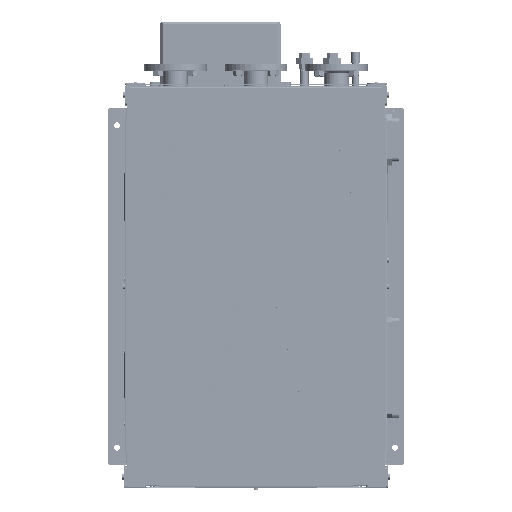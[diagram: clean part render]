
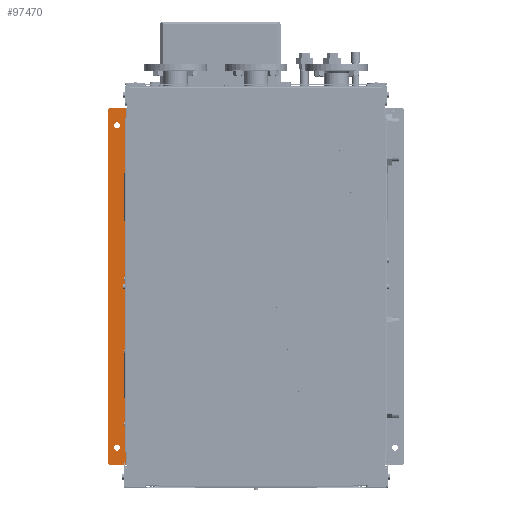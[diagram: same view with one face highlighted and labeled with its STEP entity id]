
A CAD part, top view. The second image highlights one B-rep face of the part: STEP entity #97470.
In plain terms, the highlighted planar face has unit normal (0, 0, 1).
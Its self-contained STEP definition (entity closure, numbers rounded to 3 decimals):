
#2159=FACE_BOUND('',#18934,.T.);
#2160=FACE_BOUND('',#18935,.T.);
#6060=CIRCLE('',#106496,10.);
#6061=CIRCLE('',#106498,10.);
#6062=CIRCLE('',#106499,7.5);
#6063=CIRCLE('',#106500,7.5);
#12932=FACE_OUTER_BOUND('',#18933,.T.);
#18933=EDGE_LOOP('',(#79025,#79026,#79027,#79028,#79029,#79030));
#18934=EDGE_LOOP('',(#79031));
#18935=EDGE_LOOP('',(#79032));
#26655=LINE('',#165812,#34582);
#26663=LINE('',#165838,#34590);
#26760=LINE('',#166161,#34687);
#26761=LINE('',#166167,#34688);
#34582=VECTOR('',#129807,10.);
#34590=VECTOR('',#129831,10.);
#34687=VECTOR('',#130178,1.82);
#34688=VECTOR('',#130187,1.82);
#43473=VERTEX_POINT('',#165810);
#43474=VERTEX_POINT('',#165811);
#43483=VERTEX_POINT('',#165834);
#43484=VERTEX_POINT('',#165836);
#43585=VERTEX_POINT('',#166159);
#43586=VERTEX_POINT('',#166165);
#43587=VERTEX_POINT('',#166168);
#43588=VERTEX_POINT('',#166170);
#55663=EDGE_CURVE('',#43473,#43474,#26655,.T.);
#55677=EDGE_CURVE('',#43483,#43484,#26663,.T.);
#55840=EDGE_CURVE('',#43585,#43473,#26760,.T.);
#55841=EDGE_CURVE('',#43585,#43484,#6060,.T.);
#55842=EDGE_CURVE('',#43483,#43586,#6061,.T.);
#55843=EDGE_CURVE('',#43586,#43474,#26761,.T.);
#55844=EDGE_CURVE('',#43587,#43587,#6062,.T.);
#55845=EDGE_CURVE('',#43588,#43588,#6063,.T.);
#79025=ORIENTED_EDGE('',*,*,#55842,.F.);
#79026=ORIENTED_EDGE('',*,*,#55677,.T.);
#79027=ORIENTED_EDGE('',*,*,#55841,.F.);
#79028=ORIENTED_EDGE('',*,*,#55840,.T.);
#79029=ORIENTED_EDGE('',*,*,#55663,.T.);
#79030=ORIENTED_EDGE('',*,*,#55843,.F.);
#79031=ORIENTED_EDGE('',*,*,#55844,.T.);
#79032=ORIENTED_EDGE('',*,*,#55845,.T.);
#87514=PLANE('',#106497);
#97470=ADVANCED_FACE('',(#12932,#2159,#2160),#87514,.T.);
#106496=AXIS2_PLACEMENT_3D('',#166163,#130181,#130182);
#106497=AXIS2_PLACEMENT_3D('',#166164,#130183,#130184);
#106498=AXIS2_PLACEMENT_3D('',#166166,#130185,#130186);
#106499=AXIS2_PLACEMENT_3D('',#166169,#130188,#130189);
#106500=AXIS2_PLACEMENT_3D('',#166171,#130190,#130191);
#129807=DIRECTION('',(0.,1.,0.));
#129831=DIRECTION('',(0.,-1.,0.));
#130178=DIRECTION('',(1.,0.,0.));
#130181=DIRECTION('center_axis',(0.,0.,
-1.));
#130182=DIRECTION('ref_axis',(-0.707,-0.707,0.));
#130183=DIRECTION('center_axis',(0.,0.,
1.));
#130184=DIRECTION('ref_axis',(-1.,0.,0.));
#130185=DIRECTION('center_axis',(0.,0.,
-1.));
#130186=DIRECTION('ref_axis',(-0.707,0.707,0.));
#130187=DIRECTION('',(1.,0.,0.));
#130188=DIRECTION('center_axis',(0.,0.,
-1.));
#130189=DIRECTION('ref_axis',(1.,0.,0.));
#130190=DIRECTION('center_axis',(0.,0.,
-1.));
#130191=DIRECTION('ref_axis',(1.,0.,0.));
#165810=CARTESIAN_POINT('',(-321.5,-444.,3.));
#165811=CARTESIAN_POINT('',(-321.5,444.,3.));
#165812=CARTESIAN_POINT('',(-321.5,0.,3.));
#165834=CARTESIAN_POINT('',(-368.,434.,3.));
#165836=CARTESIAN_POINT('',(-368.,-434.,3.));
#165838=CARTESIAN_POINT('',(-368.,444.,3.));
#166159=CARTESIAN_POINT('',(-358.,-444.,3.));
#166161=CARTESIAN_POINT('',(-315.782,-444.,3.));
#166163=CARTESIAN_POINT('Origin',(-358.,-434.,3.));
#166164=CARTESIAN_POINT('Origin',(-343.321,0.,
3.));
#166165=CARTESIAN_POINT('',(-358.,444.,3.));
#166166=CARTESIAN_POINT('Origin',(-358.,434.,3.));
#166167=CARTESIAN_POINT('',(-315.782,444.,3.));
#166168=CARTESIAN_POINT('',(-352.5,400.,3.));
#166169=CARTESIAN_POINT('Origin',(-345.,400.,3.));
#166170=CARTESIAN_POINT('',(-352.5,-400.,3.));
#166171=CARTESIAN_POINT('Origin',(-345.,-400.,3.));
